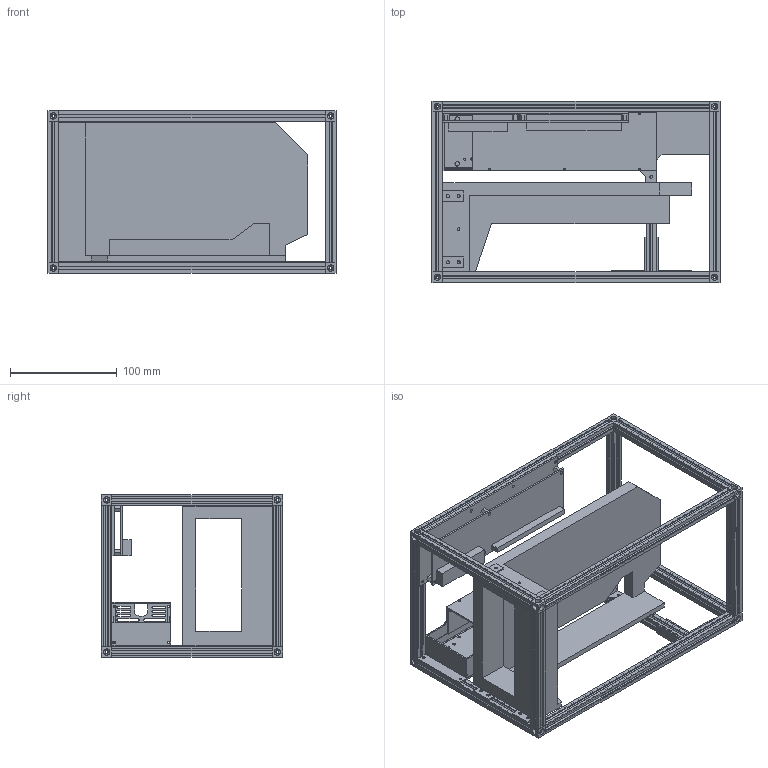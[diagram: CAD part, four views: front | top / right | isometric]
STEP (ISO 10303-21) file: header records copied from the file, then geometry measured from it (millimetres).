
FILE_DESCRIPTION(('HOOPS Exchange Step'),'2;1');
FILE_NAME('temp_export','2023-10-29T12:24:16+11:00',('Callum'),('Shapr3D Limited'),'HOOPS Exchange 2023.2','Shapr3D','Authorized');
FILE_SCHEMA( ('AUTOMOTIVE_DESIGN { 1 0 10303 214 1 1 1 1 }') );
Length unit declared in the file: millimetre
Products named in the file (10): Parts Bought; Custom Mounts; Standoffs; Corner Brackets; 90 Degree Brackets; MakerBeams; Corner Cubes; MakerBeam Parts; HDPlex eGPU; root
Assembly tree (9 placements, depth 4):
  root
    HDPlex eGPU
      Parts Bought
      Custom Mounts
      MakerBeam Parts
        Standoffs
        Corner Brackets
        90 Degree Brackets
        MakerBeams
        Corner Cubes
Bounding box: 270 x 170 x 152.5 mm (x, y, z)
Volume: 752438.2 mm3; surface area: 476868.6 mm2
Topology: 40 solids, 40 shells, 1068 faces, 3097 edges, 2073 vertices
Faces by surface type: plane 825, cylinder 229, sphere 8, cone 6
Full cylindrical faces by diameter (mm): 1.6 x6, 2 x8, 2.05 x6, 2.3 x6, 2.5 x23, 2.65 x33, 3 x62, 4.2 x6, 6 x24
Entity records: 39502 total; most frequent: CARTESIAN_POINT 9986, ORIENTED_EDGE 6194, DIRECTION 5742, EDGE_CURVE 3097, VECTOR 2420, LINE 2420, VERTEX_POINT 2073, AXIS2_PLACEMENT_3D 1661
